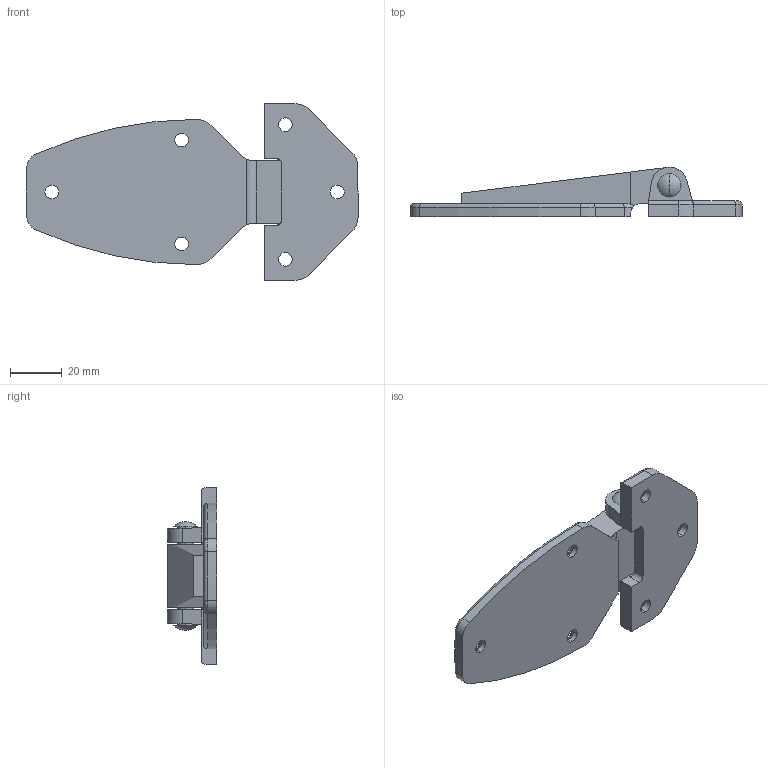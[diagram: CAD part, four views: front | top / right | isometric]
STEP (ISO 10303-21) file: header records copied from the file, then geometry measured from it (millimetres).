
FILE_DESCRIPTION (( 'STEP AP203' ), '1' );
FILE_NAME ('FB-1756-1.STEP', '2013-03-27T07:55:14', ( '11sw' ), ( 'タキゲン製造株式会社' ), 'SwSTEP 2.0', 'SolidWorks 2012', '' );
FILE_SCHEMA (( 'CONFIG_CONTROL_DESIGN' ));
Length unit declared in the file: millimetre
Products named in the file (4): FB-1756-1; FB-1756シャフト_; FB-1756ヒンジ_; FB-1756僸儞僕庴__FB-1756-1
Assembly tree (3 placements, depth 2):
  FB-1756-1
    FB-1756僸儞僕庴__FB-1756-1
    FB-1756ヒンジ_
    FB-1756シャフト_
Bounding box: 127.97 x 19 x 68 mm (x, y, z)
Volume: 48106.4 mm3; surface area: 18872 mm2
Topology: 3 solids, 3 shells, 123 faces, 302 edges, 187 vertices
Faces by surface type: cylinder 61, plane 32, torus 14, cone 12, sphere 4
Entity records: 4139 total; most frequent: CARTESIAN_POINT 710, DIRECTION 687, ORIENTED_EDGE 604, EDGE_CURVE 302, AXIS2_PLACEMENT_3D 272, VERTEX_POINT 187, LINE 143, VECTOR 143
